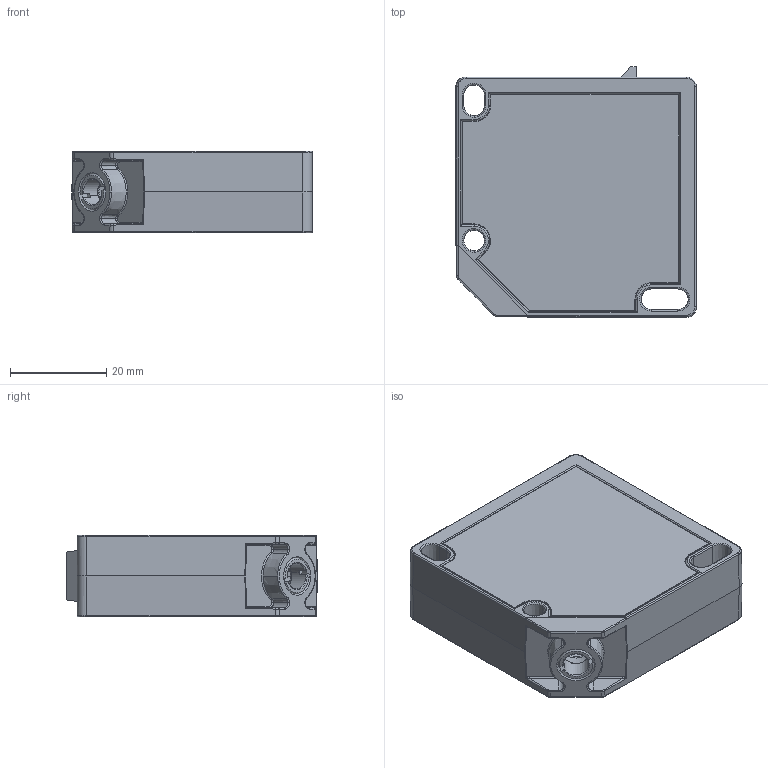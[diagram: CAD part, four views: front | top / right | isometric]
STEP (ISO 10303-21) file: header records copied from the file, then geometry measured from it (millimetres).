
FILE_DESCRIPTION (( 'STEP AP214' ), '1' );
FILE_NAME ('SPR 5 labeled.stp', '2021-08-03T14:01:56', ( '' ), ( '' ), 'SwSTEP 2.0', 'SolidWorks 2016', '' );
FILE_SCHEMA (( 'AUTOMOTIVE_DESIGN' ));
Length unit declared in the file: millimetre
Products named in the file (2): SPR 5 labeled
Bounding box: 50 x 52.18 x 17 mm (x, y, z)
Volume: 15220.6 mm3; surface area: 18618.3 mm2
Topology: 5 solids, 5 shells, 1210 faces, 2999 edges, 1802 vertices
Faces by surface type: plane 462, cylinder 362, bspline 210, cone 124, sphere 52
Entity records: 52097 total; most frequent: CARTESIAN_POINT 12890, ORIENTED_EDGE 5884, DIRECTION 5381, EDGE_CURVE 2942, AXIS2_PLACEMENT_3D 1905, VERTEX_POINT 1789, VECTOR 1571, LINE 1571
